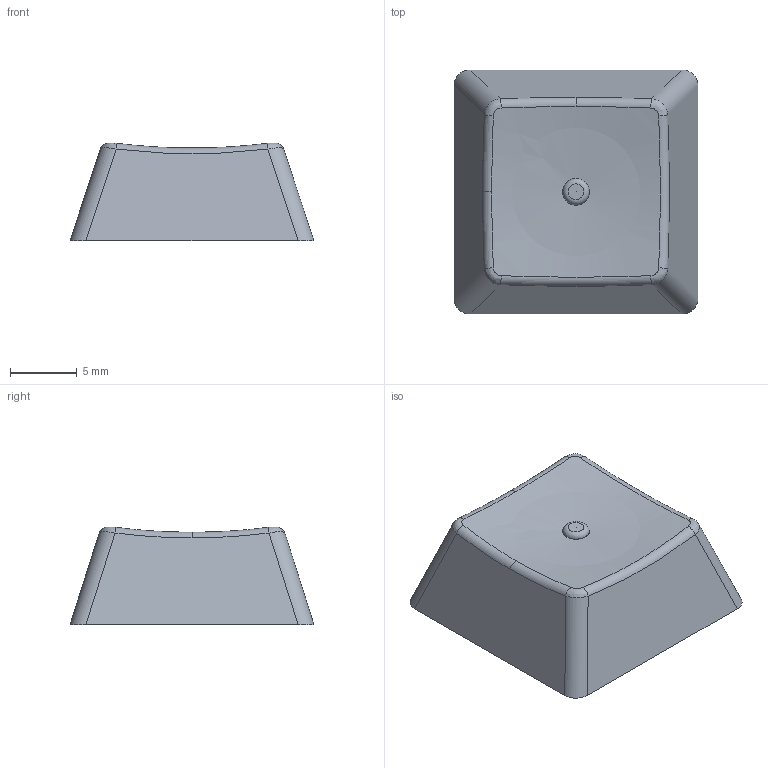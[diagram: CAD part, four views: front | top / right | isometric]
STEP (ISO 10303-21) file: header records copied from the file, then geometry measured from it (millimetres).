
FILE_DESCRIPTION(('HOOPS Exchange Step'),'2;1');
FILE_NAME('temp_export','2023-12-27T15:54:58-05:00',('jscotto'),('Shapr3D Limited'),'HOOPS Exchange 2023.2','Shapr3D','Authorized');
FILE_SCHEMA( ('AUTOMOTIVE_DESIGN { 1 0 10303 214 1 1 1 1 }') );
Length unit declared in the file: millimetre
Products named in the file (1): 1.00u (Homing Dot)
Bounding box: 18.3 x 18.3 x 7.35 mm (x, y, z)
Volume: 979.1 mm3; surface area: 1275.6 mm2
Topology: 1 solids, 1 shells, 55 faces, 135 edges, 84 vertices
Faces by surface type: plane 36, torus 7, cylinder 5, bspline 4, sphere 2, cone 1
Full cylindrical faces by diameter (mm): 5.6 x1
Entity records: 2732 total; most frequent: CARTESIAN_POINT 1422, ORIENTED_EDGE 268, DIRECTION 262, EDGE_CURVE 134, AXIS2_PLACEMENT_3D 88, VECTOR 86, LINE 86, VERTEX_POINT 84
